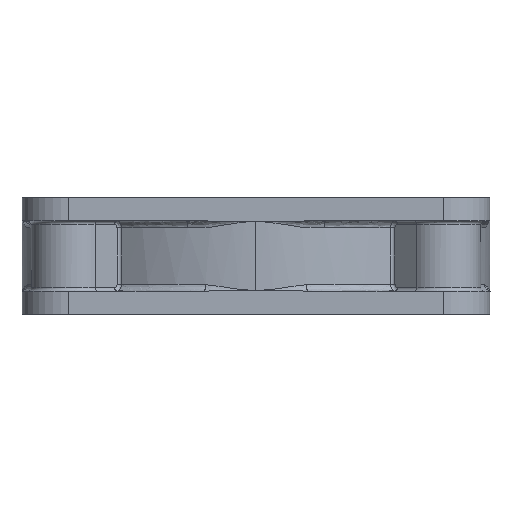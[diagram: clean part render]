
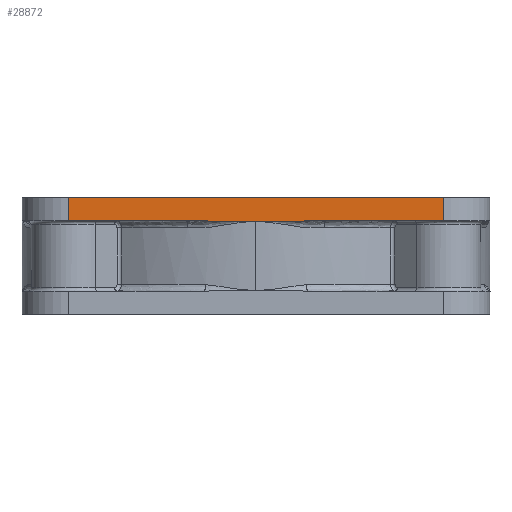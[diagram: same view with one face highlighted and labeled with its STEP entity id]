
A CAD part, front view. The second image highlights one B-rep face of the part: STEP entity #28872.
In plain terms, the highlighted planar face has unit normal (0, -1, 0).
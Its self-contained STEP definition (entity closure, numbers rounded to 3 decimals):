
#195=LINE('',#40839,#3485);
#225=LINE('',#40981,#3515);
#228=LINE('',#40989,#3518);
#247=LINE('',#41608,#3537);
#252=LINE('',#41664,#3542);
#293=LINE('',#43001,#3583);
#3485=VECTOR('',#31145,32.);
#3515=VECTOR('',#31243,2.);
#3518=VECTOR('',#31250,2.);
#3537=VECTOR('',#31313,11.102);
#3542=VECTOR('',#31320,11.102);
#3583=VECTOR('',#31505,0.011);
#6802=B_SPLINE_CURVE_WITH_KNOTS('',3,(#42436,#42437,#42438,#42439,#42440,
#42441,#42442,#42443,#42444,#42445,#42446,#42447,#42448,#42449,#42450,#42451),
 .UNSPECIFIED.,.F.,.F.,(4,2,2,2,2,2,2,4),(-0.004,0.,0.009,
0.017,0.03,0.065,0.108,
0.13),.UNSPECIFIED.);
#6916=B_SPLINE_CURVE_WITH_KNOTS('',3,(#51730,#51731,#51732,#51733,#51734,
#51735,#51736,#51737,#51738,#51739,#51740,#51741,#51742,#51743,#51744,#51745),
 .UNSPECIFIED.,.F.,.F.,(4,2,2,2,2,2,2,4),(-0.55,-0.537,
-0.498,-0.467,-0.412,-0.269,
-0.093,0.),.UNSPECIFIED.);
#8104=PLANE('',#30478);
#9770=FACE_OUTER_BOUND('',#11308,.T.);
#11308=EDGE_LOOP('',(#25878,#25879,#25880,#25881,#25882,#25883,#25884,#25885));
#11901=VERTEX_POINT('',#40836);
#11902=VERTEX_POINT('',#40838);
#11952=VERTEX_POINT('',#40980);
#11955=VERTEX_POINT('',#40988);
#11998=VERTEX_POINT('',#41600);
#12007=VERTEX_POINT('',#41663);
#12071=VERTEX_POINT('',#42429);
#12107=VERTEX_POINT('',#42993);
#14623=EDGE_CURVE('',#11902,#11901,#195,.T.);
#14682=EDGE_CURVE('',#11901,#11952,#225,.F.);
#14686=EDGE_CURVE('',#11902,#11955,#228,.F.);
#14744=EDGE_CURVE('',#11998,#11952,#247,.T.);
#14754=EDGE_CURVE('',#12007,#11955,#252,.T.);
#14844=EDGE_CURVE('',#12071,#11998,#6802,.T.);
#14908=EDGE_CURVE('',#12107,#12071,#293,.T.);
#18096=EDGE_CURVE('',#12107,#12007,#6916,.T.);
#25878=ORIENTED_EDGE('',*,*,#14908,.F.);
#25879=ORIENTED_EDGE('',*,*,#18096,.T.);
#25880=ORIENTED_EDGE('',*,*,#14754,.T.);
#25881=ORIENTED_EDGE('',*,*,#14686,.F.);
#25882=ORIENTED_EDGE('',*,*,#14623,.T.);
#25883=ORIENTED_EDGE('',*,*,#14682,.T.);
#25884=ORIENTED_EDGE('',*,*,#14744,.F.);
#25885=ORIENTED_EDGE('',*,*,#14844,.F.);
#28872=ADVANCED_FACE('',(#9770),#8104,.F.);
#30478=AXIS2_PLACEMENT_3D('',#52345,#36966,#36967);
#31145=DIRECTION('',(-1.,0.,0.));
#31243=DIRECTION('',(0.,0.,1.));
#31250=DIRECTION('',(0.,0.,1.));
#31313=DIRECTION('',(-1.,0.,0.));
#31320=DIRECTION('',(1.,0.,0.));
#31505=DIRECTION('',(-1.,-0.001,0.001));
#36966=DIRECTION('center_axis',(0.,1.,0.));
#36967=DIRECTION('ref_axis',(0.,0.,-1.));
#40836=CARTESIAN_POINT('',(-16.,-20.,0.));
#40838=CARTESIAN_POINT('',(16.,-20.,0.));
#40839=CARTESIAN_POINT('',(-8.,-20.,0.));
#40980=CARTESIAN_POINT('',(-16.,-20.,-2.));
#40981=CARTESIAN_POINT('',(-16.,-20.,-1.024));
#40988=CARTESIAN_POINT('',(16.,-20.,-2.));
#40989=CARTESIAN_POINT('',(16.,-20.,-1.024));
#41600=CARTESIAN_POINT('',(-4.898,-20.,-2.));
#41608=CARTESIAN_POINT('',(-10.449,-20.,-2.));
#41663=CARTESIAN_POINT('',(4.898,-20.,-2.));
#41664=CARTESIAN_POINT('',(10.449,-20.,-2.));
#42429=CARTESIAN_POINT('',(-0.004,-20.,-2.05));
#42436=CARTESIAN_POINT('Ctrl Pts',(-0.009,-20.,
-2.05));
#42437=CARTESIAN_POINT('Ctrl Pts',(-0.027,-20.,
-2.049));
#42438=CARTESIAN_POINT('Ctrl Pts',(-0.034,-20.,-2.049));
#42439=CARTESIAN_POINT('Ctrl Pts',(-0.078,-20.,-2.047));
#42440=CARTESIAN_POINT('Ctrl Pts',(-0.158,-20.,-2.043));
#42441=CARTESIAN_POINT('Ctrl Pts',(-0.366,-20.,-2.038));
#42442=CARTESIAN_POINT('Ctrl Pts',(-0.459,-20.,-2.036));
#42443=CARTESIAN_POINT('Ctrl Pts',(-0.714,-20.,-2.034));
#42444=CARTESIAN_POINT('Ctrl Pts',(-0.883,-20.,-2.035));
#42445=CARTESIAN_POINT('Ctrl Pts',(-1.46,-20.,-2.039));
#42446=CARTESIAN_POINT('Ctrl Pts',(-1.911,-20.,-2.047));
#42447=CARTESIAN_POINT('Ctrl Pts',(-2.975,-20.,-2.048));
#42448=CARTESIAN_POINT('Ctrl Pts',(-3.22,-20.,-2.042));
#42449=CARTESIAN_POINT('Ctrl Pts',(-4.262,-20.,-2.011));
#42450=CARTESIAN_POINT('Ctrl Pts',(-4.589,-20.,-2.));
#42451=CARTESIAN_POINT('Ctrl Pts',(-4.898,-20.,-2.));
#42993=CARTESIAN_POINT('',(0.017,-20.,-2.05));
#43001=CARTESIAN_POINT('',(0.017,-20.,-2.05));
#51730=CARTESIAN_POINT('Ctrl Pts',(0.017,-20.,
-2.049));
#51731=CARTESIAN_POINT('Ctrl Pts',(0.029,-20.,
-2.049));
#51732=CARTESIAN_POINT('Ctrl Pts',(0.036,-20.,-2.049));
#51733=CARTESIAN_POINT('Ctrl Pts',(0.077,-20.,-2.047));
#51734=CARTESIAN_POINT('Ctrl Pts',(0.158,-20.,-2.043));
#51735=CARTESIAN_POINT('Ctrl Pts',(0.365,-20.,-2.038));
#51736=CARTESIAN_POINT('Ctrl Pts',(0.458,-20.,-2.036));
#51737=CARTESIAN_POINT('Ctrl Pts',(0.713,-20.,-2.034));
#51738=CARTESIAN_POINT('Ctrl Pts',(0.882,-20.,-2.035));
#51739=CARTESIAN_POINT('Ctrl Pts',(1.46,-20.,-2.039));
#51740=CARTESIAN_POINT('Ctrl Pts',(1.913,-20.,-2.047));
#51741=CARTESIAN_POINT('Ctrl Pts',(2.977,-20.,-2.048));
#51742=CARTESIAN_POINT('Ctrl Pts',(3.221,-20.,-2.042));
#51743=CARTESIAN_POINT('Ctrl Pts',(4.263,-20.,-2.01));
#51744=CARTESIAN_POINT('Ctrl Pts',(4.589,-20.,-2.));
#51745=CARTESIAN_POINT('Ctrl Pts',(4.898,-20.,-2.));
#52345=CARTESIAN_POINT('Origin',(7.646,-20.,-4.));
